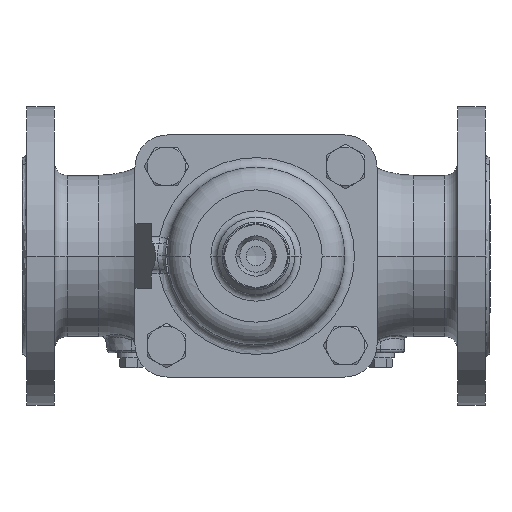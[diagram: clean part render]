
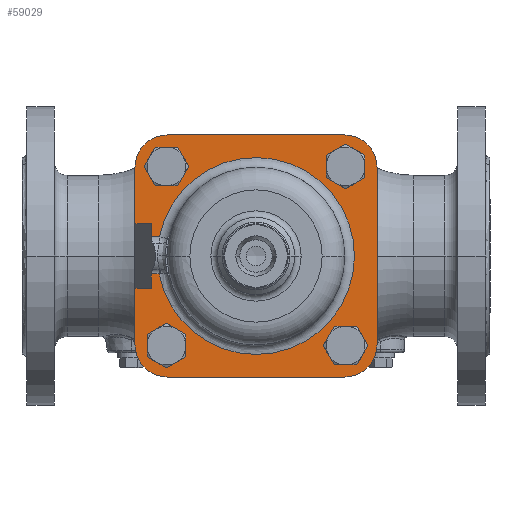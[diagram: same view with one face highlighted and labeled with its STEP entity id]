
A CAD part, front view. The second image highlights one B-rep face of the part: STEP entity #59029.
In plain terms, the highlighted face is planar.
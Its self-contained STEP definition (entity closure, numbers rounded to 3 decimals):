
#50167=DIRECTION('',(1.,0.,0.));
#50168=VECTOR('',#50167,5.07);
#50169=CARTESIAN_POINT('',(59.827,27.5,11.906));
#50170=LINE('',#50169,#50168);
#50171=DIRECTION('',(0.,0.,1.));
#50172=VECTOR('',#50171,8.094);
#50173=CARTESIAN_POINT('',(64.896,27.5,11.906));
#50174=LINE('',#50173,#50172);
#50175=DIRECTION('',(-1.,0.,0.));
#50176=VECTOR('',#50175,10.104);
#50177=CARTESIAN_POINT('',(75.,27.5,20.));
#50178=LINE('',#50177,#50176);
#50179=DIRECTION('',(0.,0.,-1.));
#50180=VECTOR('',#50179,35.);
#50181=CARTESIAN_POINT('',(75.,27.5,55.));
#50182=LINE('',#50181,#50180);
#50183=CARTESIAN_POINT('',(55.,27.5,55.));
#50184=DIRECTION('',(0.,1.,0.));
#50185=DIRECTION('',(0.,0.,1.));
#50186=AXIS2_PLACEMENT_3D('',#50183,#50184,#50185);
#50188=DIRECTION('',(1.,0.,0.));
#50189=VECTOR('',#50188,110.);
#50190=CARTESIAN_POINT('',(-55.,27.5,75.));
#50191=LINE('',#50190,#50189);
#50192=CARTESIAN_POINT('',(-55.,27.5,55.));
#50193=DIRECTION('',(0.,1.,0.));
#50194=DIRECTION('',(-1.,0.,0.));
#50195=AXIS2_PLACEMENT_3D('',#50192,#50193,#50194);
#50197=DIRECTION('',(0.,0.,1.));
#50198=VECTOR('',#50197,110.);
#50199=CARTESIAN_POINT('',(-75.,27.5,-55.));
#50200=LINE('',#50199,#50198);
#50201=CARTESIAN_POINT('',(-55.,27.5,-55.));
#50202=DIRECTION('',(0.,1.,0.));
#50203=DIRECTION('',(0.,0.,-1.));
#50204=AXIS2_PLACEMENT_3D('',#50201,#50202,#50203);
#50206=DIRECTION('',(-1.,0.,0.));
#50207=VECTOR('',#50206,110.);
#50208=CARTESIAN_POINT('',(55.,27.5,-75.));
#50209=LINE('',#50208,#50207);
#50210=CARTESIAN_POINT('',(55.,27.5,-55.));
#50211=DIRECTION('',(0.,1.,0.));
#50212=DIRECTION('',(1.,0.,0.));
#50213=AXIS2_PLACEMENT_3D('',#50210,#50211,#50212);
#50215=DIRECTION('',(0.,0.,-1.));
#50216=VECTOR('',#50215,35.);
#50217=CARTESIAN_POINT('',(75.,27.5,-20.));
#50218=LINE('',#50217,#50216);
#50219=DIRECTION('',(-1.,0.,0.));
#50220=VECTOR('',#50219,10.104);
#50221=CARTESIAN_POINT('',(75.,27.5,-20.));
#50222=LINE('',#50221,#50220);
#50223=DIRECTION('',(0.,0.,1.));
#50224=VECTOR('',#50223,8.876);
#50225=CARTESIAN_POINT('',(64.896,27.5,-20.));
#50226=LINE('',#50225,#50224);
#50227=DIRECTION('',(-1.,0.,0.));
#50228=VECTOR('',#50227,4.92);
#50229=CARTESIAN_POINT('',(64.896,27.5,-11.124));
#50230=LINE('',#50229,#50228);
#50231=CARTESIAN_POINT('',(55.508,27.5,55.508));
#50232=DIRECTION('',(0.,1.,0.));
#50233=DIRECTION('',(1.,0.,0.));
#50234=AXIS2_PLACEMENT_3D('',#50231,#50232,#50233);
#50236=CARTESIAN_POINT('',(55.508,27.5,55.508));
#50237=DIRECTION('',(0.,1.,0.));
#50238=DIRECTION('',(-1.,0.,0.));
#50239=AXIS2_PLACEMENT_3D('',#50236,#50237,#50238);
#50241=CARTESIAN_POINT('',(55.508,27.5,-55.508));
#50242=DIRECTION('',(0.,1.,0.));
#50243=DIRECTION('',(1.,0.,0.));
#50244=AXIS2_PLACEMENT_3D('',#50241,#50242,#50243);
#50246=CARTESIAN_POINT('',(55.508,27.5,-55.508));
#50247=DIRECTION('',(0.,1.,0.));
#50248=DIRECTION('',(-1.,0.,0.));
#50249=AXIS2_PLACEMENT_3D('',#50246,#50247,#50248);
#50251=CARTESIAN_POINT('',(-55.508,27.5,-55.508));
#50252=DIRECTION('',(0.,1.,0.));
#50253=DIRECTION('',(1.,0.,0.));
#50254=AXIS2_PLACEMENT_3D('',#50251,#50252,#50253);
#50256=CARTESIAN_POINT('',(-55.508,27.5,-55.508));
#50257=DIRECTION('',(0.,1.,0.));
#50258=DIRECTION('',(-1.,0.,0.));
#50259=AXIS2_PLACEMENT_3D('',#50256,#50257,#50258);
#50261=CARTESIAN_POINT('',(-55.508,27.5,55.508));
#50262=DIRECTION('',(0.,1.,0.));
#50263=DIRECTION('',(1.,0.,0.));
#50264=AXIS2_PLACEMENT_3D('',#50261,#50262,#50263);
#50266=CARTESIAN_POINT('',(-55.508,27.5,55.508));
#50267=DIRECTION('',(0.,1.,0.));
#50268=DIRECTION('',(-1.,0.,0.));
#50269=AXIS2_PLACEMENT_3D('',#50266,#50267,#50268);
#50271=CARTESIAN_POINT('',(0.,27.5,0.));
#50272=DIRECTION('',(0.,-1.,0.));
#50273=DIRECTION('',(0.981,0.,0.195));
#50274=AXIS2_PLACEMENT_3D('',#50271,#50272,#50273);
#50280=CARTESIAN_POINT('',(59.976,27.5,
-11.124));
#57398=CARTESIAN_POINT('',(-55.,27.5,-75.));
#57399=CARTESIAN_POINT('',(-75.,27.5,-55.));
#57400=VERTEX_POINT('',#57398);
#57401=VERTEX_POINT('',#57399);
#57402=CARTESIAN_POINT('',(-75.,27.5,55.));
#57403=VERTEX_POINT('',#57402);
#57404=CARTESIAN_POINT('',(-55.,27.5,75.));
#57405=VERTEX_POINT('',#57404);
#57406=CARTESIAN_POINT('',(55.,27.5,75.));
#57407=VERTEX_POINT('',#57406);
#57408=CARTESIAN_POINT('',(75.,27.5,55.));
#57409=VERTEX_POINT('',#57408);
#57410=CARTESIAN_POINT('',(75.,27.5,-55.));
#57411=CARTESIAN_POINT('',(55.,27.5,-75.));
#57412=VERTEX_POINT('',#57410);
#57413=VERTEX_POINT('',#57411);
#57526=CARTESIAN_POINT('',(75.,27.5,-20.));
#57527=CARTESIAN_POINT('',(64.896,27.5,-20.));
#57528=VERTEX_POINT('',#57526);
#57529=VERTEX_POINT('',#57527);
#57530=CARTESIAN_POINT('',(75.,27.5,20.));
#57531=CARTESIAN_POINT('',(64.896,27.5,20.));
#57532=VERTEX_POINT('',#57530);
#57533=VERTEX_POINT('',#57531);
#57542=CARTESIAN_POINT('',(64.896,27.5,-11.124));
#57543=VERTEX_POINT('',#57542);
#57555=CARTESIAN_POINT('',(59.827,27.5,11.906));
#57556=CARTESIAN_POINT('',(64.896,27.5,11.906));
#57557=VERTEX_POINT('',#57555);
#57558=VERTEX_POINT('',#57556);
#57561=VERTEX_POINT('',#50280);
#57590=CARTESIAN_POINT('',(64.508,27.5,55.508));
#57591=VERTEX_POINT('',#57590);
#57592=CARTESIAN_POINT('',(46.508,27.5,55.508));
#57593=VERTEX_POINT('',#57592);
#57594=CARTESIAN_POINT('',(64.508,27.5,-55.508));
#57595=CARTESIAN_POINT('',(46.508,27.5,-55.508));
#57596=VERTEX_POINT('',#57594);
#57597=VERTEX_POINT('',#57595);
#57607=CARTESIAN_POINT('',(-46.508,27.5,-55.508));
#57608=CARTESIAN_POINT('',(-64.508,27.5,-55.508));
#57609=VERTEX_POINT('',#57607);
#57610=VERTEX_POINT('',#57608);
#57620=CARTESIAN_POINT('',(-46.508,27.5,55.508));
#57621=CARTESIAN_POINT('',(-64.508,27.5,55.508));
#57622=VERTEX_POINT('',#57620);
#57623=VERTEX_POINT('',#57621);
#58967=CARTESIAN_POINT('',(0.,27.5,0.));
#58968=DIRECTION('',(0.,1.,0.));
#58969=DIRECTION('',(1.,0.,0.));
#58970=AXIS2_PLACEMENT_3D('',#58967,#58968,#58969);
#58971=PLANE('',#58970);
#58973=ORIENTED_EDGE('',*,*,#58972,.F.);
#58975=ORIENTED_EDGE('',*,*,#58974,.T.);
#58977=ORIENTED_EDGE('',*,*,#58976,.T.);
#58979=ORIENTED_EDGE('',*,*,#58978,.F.);
#58981=ORIENTED_EDGE('',*,*,#58980,.F.);
#58983=ORIENTED_EDGE('',*,*,#58982,.F.);
#58985=ORIENTED_EDGE('',*,*,#58984,.F.);
#58987=ORIENTED_EDGE('',*,*,#58986,.F.);
#58989=ORIENTED_EDGE('',*,*,#58988,.F.);
#58991=ORIENTED_EDGE('',*,*,#58990,.F.);
#58993=ORIENTED_EDGE('',*,*,#58992,.F.);
#58995=ORIENTED_EDGE('',*,*,#58994,.F.);
#58997=ORIENTED_EDGE('',*,*,#58996,.F.);
#58999=ORIENTED_EDGE('',*,*,#58998,.T.);
#59001=ORIENTED_EDGE('',*,*,#59000,.T.);
#59003=ORIENTED_EDGE('',*,*,#59002,.T.);
#59004=EDGE_LOOP('',(#58973,#58975,#58977,#58979,#58981,#58983,#58985,#58987,
#58989,#58991,#58993,#58995,#58997,#58999,#59001,#59003));
#59005=FACE_OUTER_BOUND('',#59004,.F.);
#59007=ORIENTED_EDGE('',*,*,#59006,.T.);
#59009=ORIENTED_EDGE('',*,*,#59008,.T.);
#59010=EDGE_LOOP('',(#59007,#59009));
#59011=FACE_BOUND('',#59010,.F.);
#59013=ORIENTED_EDGE('',*,*,#59012,.T.);
#59015=ORIENTED_EDGE('',*,*,#59014,.T.);
#59016=EDGE_LOOP('',(#59013,#59015));
#59017=FACE_BOUND('',#59016,.F.);
#59019=ORIENTED_EDGE('',*,*,#59018,.T.);
#59021=ORIENTED_EDGE('',*,*,#59020,.T.);
#59022=EDGE_LOOP('',(#59019,#59021));
#59023=FACE_BOUND('',#59022,.F.);
#59024=ORIENTED_EDGE('',*,*,#58951,.T.);
#59026=ORIENTED_EDGE('',*,*,#59025,.T.);
#59027=EDGE_LOOP('',(#59024,#59026));
#59028=FACE_BOUND('',#59027,.F.);
#59029=ADVANCED_FACE('',(#59005,#59011,#59017,#59023,#59028),#58971,.T.);
#50187=CIRCLE('',#50186,20.);
#50196=CIRCLE('',#50195,20.);
#50205=CIRCLE('',#50204,20.);
#50214=CIRCLE('',#50213,20.);
#50235=CIRCLE('',#50234,9.);
#50240=CIRCLE('',#50239,9.);
#50245=CIRCLE('',#50244,9.);
#50250=CIRCLE('',#50249,9.);
#50255=CIRCLE('',#50254,9.);
#50260=CIRCLE('',#50259,9.);
#50265=CIRCLE('',#50264,9.);
#50270=CIRCLE('',#50269,9.);
#50275=CIRCLE('',#50274,61.);
#58951=EDGE_CURVE('',#57622,#57623,#50265,.T.);
#58972=EDGE_CURVE('',#57557,#57561,#50275,.T.);
#58974=EDGE_CURVE('',#57557,#57558,#50170,.T.);
#58976=EDGE_CURVE('',#57558,#57533,#50174,.T.);
#58978=EDGE_CURVE('',#57532,#57533,#50178,.T.);
#58980=EDGE_CURVE('',#57409,#57532,#50182,.T.);
#58982=EDGE_CURVE('',#57407,#57409,#50187,.T.);
#58984=EDGE_CURVE('',#57405,#57407,#50191,.T.);
#58986=EDGE_CURVE('',#57403,#57405,#50196,.T.);
#58988=EDGE_CURVE('',#57401,#57403,#50200,.T.);
#58990=EDGE_CURVE('',#57400,#57401,#50205,.T.);
#58992=EDGE_CURVE('',#57413,#57400,#50209,.T.);
#58994=EDGE_CURVE('',#57412,#57413,#50214,.T.);
#58996=EDGE_CURVE('',#57528,#57412,#50218,.T.);
#58998=EDGE_CURVE('',#57528,#57529,#50222,.T.);
#59000=EDGE_CURVE('',#57529,#57543,#50226,.T.);
#59002=EDGE_CURVE('',#57543,#57561,#50230,.T.);
#59006=EDGE_CURVE('',#57591,#57593,#50235,.T.);
#59008=EDGE_CURVE('',#57593,#57591,#50240,.T.);
#59012=EDGE_CURVE('',#57596,#57597,#50245,.T.);
#59014=EDGE_CURVE('',#57597,#57596,#50250,.T.);
#59018=EDGE_CURVE('',#57609,#57610,#50255,.T.);
#59020=EDGE_CURVE('',#57610,#57609,#50260,.T.);
#59025=EDGE_CURVE('',#57623,#57622,#50270,.T.);
